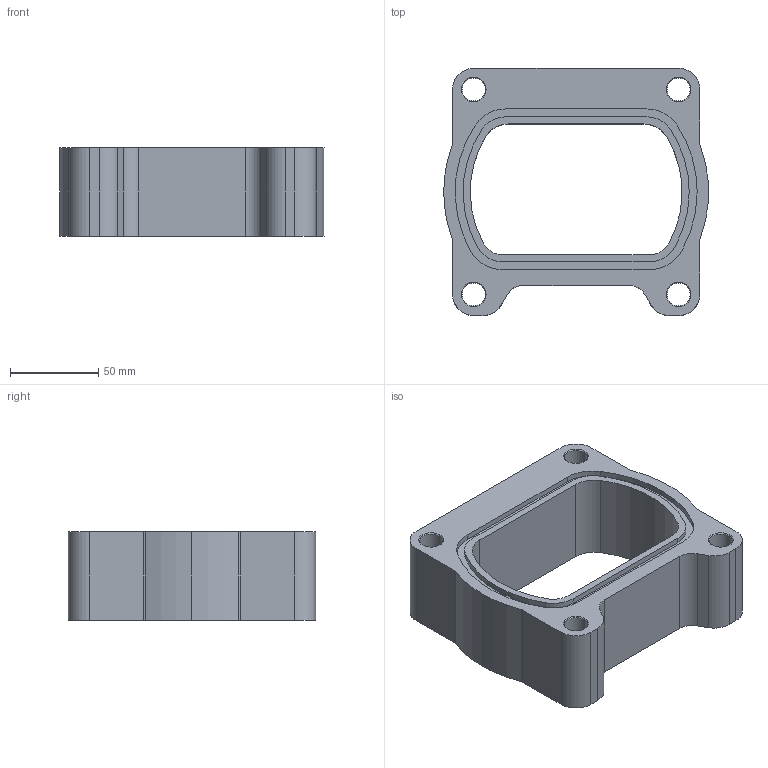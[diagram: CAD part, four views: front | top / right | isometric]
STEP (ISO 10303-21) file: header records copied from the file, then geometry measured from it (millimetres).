
FILE_DESCRIPTION (( 'STEP AP214' ), '1' );
FILE_NAME ('ROV_24062.STEP', '2012-07-24T10:49:58', ( 'Admin2' ), ( '' ), 'SwSTEP 2.0', 'SolidWorks 2010', '' );
FILE_SCHEMA (( 'AUTOMOTIVE_DESIGN' ));
Length unit declared in the file: millimetre
Products named in the file (1): ROV_24062
Bounding box: 149.81 x 140 x 50 mm (x, y, z)
Volume: 477836.1 mm3; surface area: 74894.6 mm2
Topology: 1 solids, 1 shells, 80 faces, 212 edges, 136 vertices
Faces by surface type: cylinder 44, plane 20, cone 16
Entity records: 2566 total; most frequent: DIRECTION 478, CARTESIAN_POINT 429, ORIENTED_EDGE 424, EDGE_CURVE 212, AXIS2_PLACEMENT_3D 185, VERTEX_POINT 136, VECTOR 108, LINE 108
